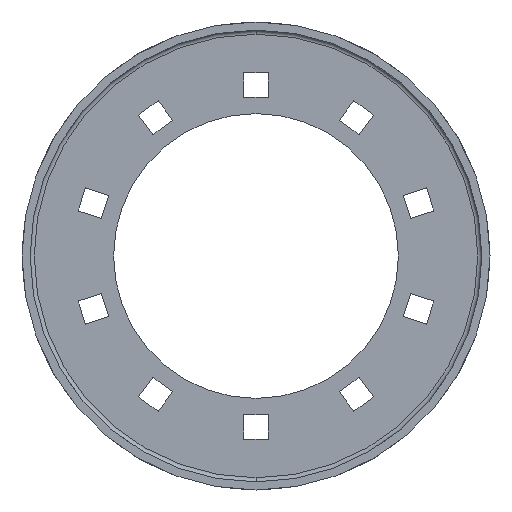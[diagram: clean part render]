
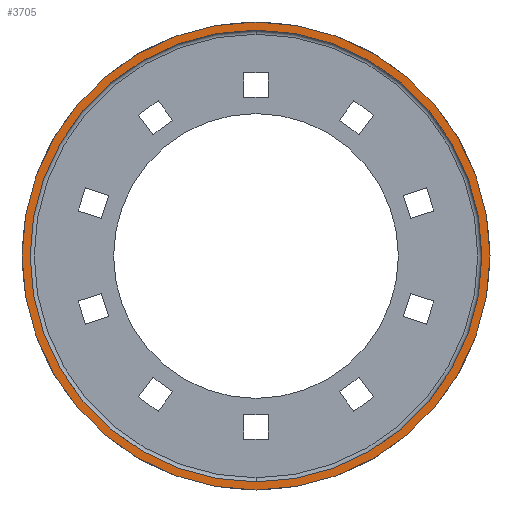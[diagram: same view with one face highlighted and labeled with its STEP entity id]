
A CAD part, front view. The second image highlights one B-rep face of the part: STEP entity #3705.
In plain terms, the highlighted planar face has unit normal (0, -1, 0).
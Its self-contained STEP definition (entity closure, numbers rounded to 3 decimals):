
#168 = AXIS2_PLACEMENT_3D ( 'NONE', #3662, #1630, #2327 ) ;
#210 = CIRCLE ( 'NONE', #3753, 55.5 ) ;
#252 = DIRECTION ( 'NONE',  ( 0., 0., 1. ) ) ;
#279 = PLANE ( 'NONE',  #509 ) ;
#326 = ORIENTED_EDGE ( 'NONE', *, *, #2530, .T. ) ;
#434 = ORIENTED_EDGE ( 'NONE', *, *, #3925, .T. ) ;
#509 = AXIS2_PLACEMENT_3D ( 'NONE', #3075, #1705, #2417 ) ;
#614 = DIRECTION ( 'NONE',  ( 0., 0., 1. ) ) ;
#711 = EDGE_LOOP ( 'NONE', ( #434, #326 ) ) ;
#757 = CIRCLE ( 'NONE', #168, 57.5 ) ;
#917 = AXIS2_PLACEMENT_3D ( 'NONE', #4105, #2379, #614 ) ;
#1119 = AXIS2_PLACEMENT_3D ( 'NONE', #1858, #3929, #3656 ) ;
#1134 = EDGE_CURVE ( 'NONE', #3378, #1617, #757, .T. ) ;
#1336 = EDGE_CURVE ( 'NONE', #1617, #3378, #2445, .T. ) ;
#1518 = CIRCLE ( 'NONE', #917, 55.5 ) ;
#1617 = VERTEX_POINT ( 'NONE', #3754 ) ;
#1630 = DIRECTION ( 'NONE',  ( 0., 1., 0. ) ) ;
#1648 = VERTEX_POINT ( 'NONE', #3689 ) ;
#1666 = FACE_BOUND ( 'NONE', #711, .T. ) ;
#1677 = DIRECTION ( 'NONE',  ( 0., 1., 0. ) ) ;
#1705 = DIRECTION ( 'NONE',  ( 0., 1., 0. ) ) ;
#1858 = CARTESIAN_POINT ( 'NONE',  ( 0., 0., 0. ) ) ;
#2006 = FACE_OUTER_BOUND ( 'NONE', #3399, .T. ) ;
#2065 = ORIENTED_EDGE ( 'NONE', *, *, #1134, .F. ) ;
#2327 = DIRECTION ( 'NONE',  ( 0., 0., 1. ) ) ;
#2374 = VERTEX_POINT ( 'NONE', #2460 ) ;
#2379 = DIRECTION ( 'NONE',  ( 0., 1., 0. ) ) ;
#2417 = DIRECTION ( 'NONE',  ( 0., 0., 1. ) ) ;
#2445 = CIRCLE ( 'NONE', #1119, 57.5 ) ;
#2448 = CARTESIAN_POINT ( 'NONE',  ( 0., 0., -57.5 ) ) ;
#2460 = CARTESIAN_POINT ( 'NONE',  ( 0., 0., -55.5 ) ) ;
#2530 = EDGE_CURVE ( 'NONE', #1648, #2374, #1518, .T. ) ;
#3075 = CARTESIAN_POINT ( 'NONE',  ( 0., 0., 0. ) ) ;
#3378 = VERTEX_POINT ( 'NONE', #2448 ) ;
#3399 = EDGE_LOOP ( 'NONE', ( #2065, #3484 ) ) ;
#3484 = ORIENTED_EDGE ( 'NONE', *, *, #1336, .F. ) ;
#3656 = DIRECTION ( 'NONE',  ( 0., 0., 1. ) ) ;
#3662 = CARTESIAN_POINT ( 'NONE',  ( 0., 0., 0. ) ) ;
#3689 = CARTESIAN_POINT ( 'NONE',  ( 0., 0., 55.5 ) ) ;
#3705 = ADVANCED_FACE ( 'NONE', ( #2006, #1666 ), #279, .F. ) ;
#3753 = AXIS2_PLACEMENT_3D ( 'NONE', #4067, #1677, #252 ) ;
#3754 = CARTESIAN_POINT ( 'NONE',  ( 0., 0., 57.5 ) ) ;
#3925 = EDGE_CURVE ( 'NONE', #2374, #1648, #210, .T. ) ;
#3929 = DIRECTION ( 'NONE',  ( 0., 1., 0. ) ) ;
#4067 = CARTESIAN_POINT ( 'NONE',  ( 0., 0., 0. ) ) ;
#4105 = CARTESIAN_POINT ( 'NONE',  ( 0., 0., 0. ) ) ;
